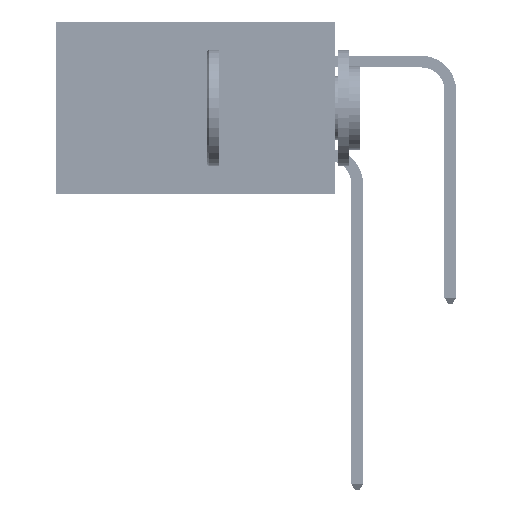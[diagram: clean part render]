
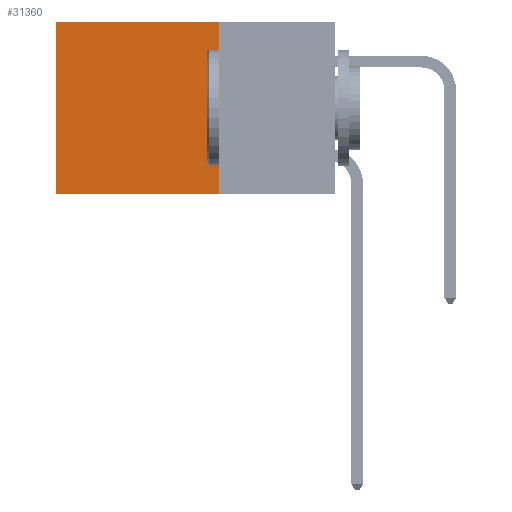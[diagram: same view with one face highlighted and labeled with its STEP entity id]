
A CAD part, left-side view. The second image highlights one B-rep face of the part: STEP entity #31360.
In plain terms, the highlighted planar face has unit normal (-1, 0, 0).
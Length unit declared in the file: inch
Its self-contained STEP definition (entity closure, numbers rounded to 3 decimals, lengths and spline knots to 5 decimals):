
#623 = CARTESIAN_POINT ( 'NONE',  ( 0.2875, 0.25, -0.37 ) ) ;
#5029 = VECTOR ( 'NONE', #50222, 39.37008 ) ;
#6700 = CARTESIAN_POINT ( 'NONE',  ( 0.2875, 0.6, 0. ) ) ;
#8171 = VERTEX_POINT ( 'NONE', #18158 ) ;
#8371 = CARTESIAN_POINT ( 'NONE',  ( 0.2875, 0.6, 0. ) ) ;
#11340 = VECTOR ( 'NONE', #38110, 39.37008 ) ;
#12420 = CARTESIAN_POINT ( 'NONE',  ( 0.2875, 0.25, -0.37 ) ) ;
#14268 = CARTESIAN_POINT ( 'NONE',  ( 0.2875, 0.25, 0. ) ) ;
#14976 = AXIS2_PLACEMENT_3D ( 'NONE', #43256, #30087, #47082 ) ;
#17146 = EDGE_LOOP ( 'NONE', ( #21675, #38420, #48519, #53746 ) ) ;
#18093 = EDGE_CURVE ( 'NONE', #8171, #51627, #43384, .T. ) ;
#18158 = CARTESIAN_POINT ( 'NONE',  ( 0.2875, 0.25, 0. ) ) ;
#21675 = ORIENTED_EDGE ( 'NONE', *, *, #38890, .T. ) ;
#21833 = VERTEX_POINT ( 'NONE', #12420 ) ;
#27827 = VECTOR ( 'NONE', #36296, 39.37008 ) ;
#27970 = EDGE_CURVE ( 'NONE', #21833, #33857, #38151, .T. ) ;
#28445 = LINE ( 'NONE', #41038, #27827 ) ;
#30087 = DIRECTION ( 'NONE',  ( 1., 0., 0. ) ) ;
#31360 = ADVANCED_FACE ( 'NONE', ( #49225 ), #42901, .F. ) ;
#32253 = VECTOR ( 'NONE', #47867, 39.37008 ) ;
#33857 = VERTEX_POINT ( 'NONE', #41349 ) ;
#36296 = DIRECTION ( 'NONE',  ( 0., 0., -1. ) ) ;
#38110 = DIRECTION ( 'NONE',  ( 0., 1., 0. ) ) ;
#38151 = LINE ( 'NONE', #623, #11340 ) ;
#38420 = ORIENTED_EDGE ( 'NONE', *, *, #27970, .F. ) ;
#38890 = EDGE_CURVE ( 'NONE', #51627, #33857, #48812, .T. ) ;
#39302 = EDGE_CURVE ( 'NONE', #8171, #21833, #28445, .T. ) ;
#41038 = CARTESIAN_POINT ( 'NONE',  ( 0.2875, 0.25, 0. ) ) ;
#41349 = CARTESIAN_POINT ( 'NONE',  ( 0.2875, 0.6, -0.37 ) ) ;
#42901 = PLANE ( 'NONE',  #14976 ) ;
#43256 = CARTESIAN_POINT ( 'NONE',  ( 0.2875, 0.25, 0. ) ) ;
#43384 = LINE ( 'NONE', #14268, #32253 ) ;
#47082 = DIRECTION ( 'NONE',  ( 0., 0., -1. ) ) ;
#47867 = DIRECTION ( 'NONE',  ( 0., 1., 0. ) ) ;
#48519 = ORIENTED_EDGE ( 'NONE', *, *, #39302, .F. ) ;
#48812 = LINE ( 'NONE', #8371, #5029 ) ;
#49225 = FACE_OUTER_BOUND ( 'NONE', #17146, .T. ) ;
#50222 = DIRECTION ( 'NONE',  ( 0., 0., -1. ) ) ;
#51627 = VERTEX_POINT ( 'NONE', #6700 ) ;
#53746 = ORIENTED_EDGE ( 'NONE', *, *, #18093, .T. ) ;
